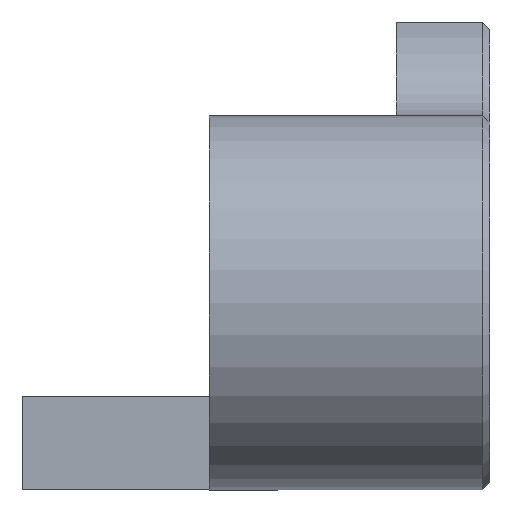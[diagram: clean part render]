
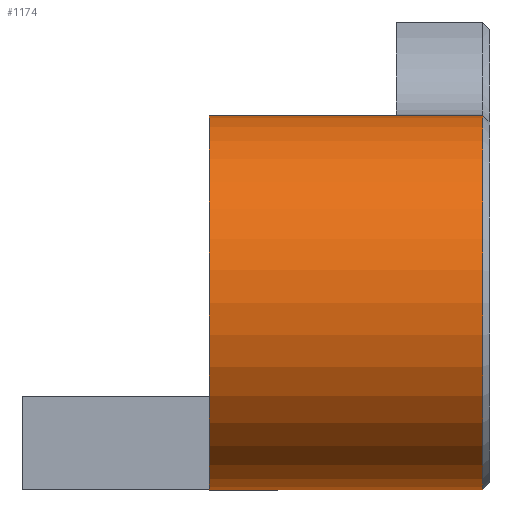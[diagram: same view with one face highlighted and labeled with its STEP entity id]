
A CAD part, front view. The second image highlights one B-rep face of the part: STEP entity #1174.
In plain terms, the highlighted cylindrical face has radius 10 mm (diameter 20 mm), a partial arc.
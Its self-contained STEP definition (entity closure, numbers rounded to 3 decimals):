
#40=CYLINDRICAL_SURFACE('',#1302,10.);
#149=FACE_OUTER_BOUND('',#225,.T.);
#225=EDGE_LOOP('',(#1081,#1082,#1083,#1084));
#294=LINE('',#1820,#409);
#343=LINE('',#1980,#458);
#409=VECTOR('',#1453,10.);
#458=VECTOR('',#1638,10.);
#476=CIRCLE('',#1226,10.);
#485=CIRCLE('',#1246,10.);
#554=VERTEX_POINT('',#1779);
#556=VERTEX_POINT('',#1785);
#567=VERTEX_POINT('',#1819);
#581=VERTEX_POINT('',#1856);
#676=EDGE_CURVE('',#556,#554,#476,.T.);
#692=EDGE_CURVE('',#554,#567,#294,.T.);
#710=EDGE_CURVE('',#581,#567,#485,.T.);
#773=EDGE_CURVE('',#556,#581,#343,.T.);
#1081=ORIENTED_EDGE('',*,*,#676,.F.);
#1082=ORIENTED_EDGE('',*,*,#773,.T.);
#1083=ORIENTED_EDGE('',*,*,#710,.T.);
#1084=ORIENTED_EDGE('',*,*,#692,.F.);
#1174=ADVANCED_FACE('',(#149),#40,.T.);
#1226=AXIS2_PLACEMENT_3D('',#1787,#1423,#1424);
#1246=AXIS2_PLACEMENT_3D('',#1857,#1488,#1489);
#1302=AXIS2_PLACEMENT_3D('',#1981,#1639,#1640);
#1423=DIRECTION('center_axis',(1.,0.,0.));
#1424=DIRECTION('ref_axis',(0.,0.,-1.));
#1453=DIRECTION('',(-1.,0.,0.));
#1488=DIRECTION('center_axis',(1.,0.,0.));
#1489=DIRECTION('ref_axis',(0.,0.,
1.));
#1638=DIRECTION('',(-1.,0.,0.));
#1639=DIRECTION('center_axis',(1.,0.,0.));
#1640=DIRECTION('ref_axis',(0.,0.,-1.));
#1779=CARTESIAN_POINT('',(-0.4,-20.,0.));
#1785=CARTESIAN_POINT('',(-0.4,-20.,20.));
#1787=CARTESIAN_POINT('Origin',(-0.4,-20.,10.));
#1819=CARTESIAN_POINT('',(-15.,-20.,0.));
#1820=CARTESIAN_POINT('',(0.,-20.,0.));
#1856=CARTESIAN_POINT('',(-15.,-20.,20.));
#1857=CARTESIAN_POINT('Origin',(-15.,-20.,10.));
#1980=CARTESIAN_POINT('',(0.,-20.,20.));
#1981=CARTESIAN_POINT('Origin',(0.,-20.,10.));
